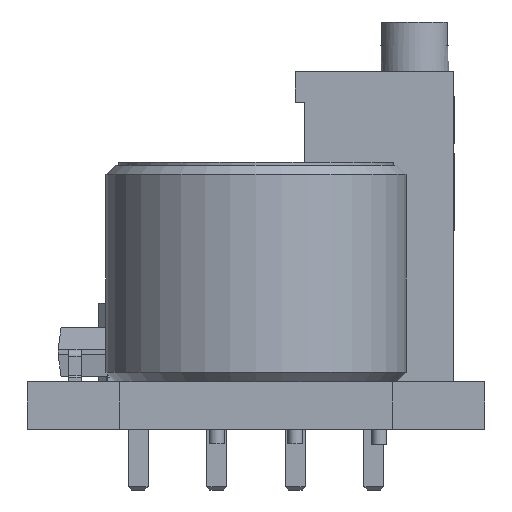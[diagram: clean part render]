
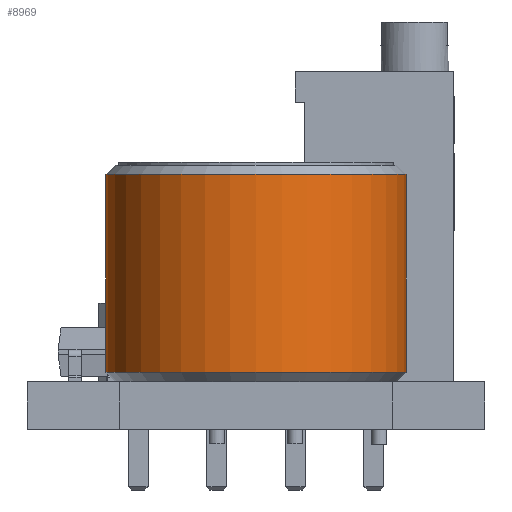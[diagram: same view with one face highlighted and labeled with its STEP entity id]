
A CAD part, left-side view. The second image highlights one B-rep face of the part: STEP entity #8969.
In plain terms, the highlighted cylindrical face has radius 4.85 mm (diameter 9.7 mm), a full revolution.
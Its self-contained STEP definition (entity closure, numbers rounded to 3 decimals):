
#127=CYLINDRICAL_SURFACE('',#9456,4.85);
#196=CIRCLE('',#9457,4.85);
#197=CIRCLE('',#9458,4.85);
#882=ORIENTED_EDGE('',*,*,#2693,.T.);
#883=ORIENTED_EDGE('',*,*,#2694,.T.);
#2693=EDGE_CURVE('',#3648,#3648,#196,.T.);
#2694=EDGE_CURVE('',#3649,#3649,#197,.F.);
#3648=VERTEX_POINT('',#13004);
#3649=VERTEX_POINT('',#13006);
#5984=EDGE_LOOP('',(#882));
#5985=EDGE_LOOP('',(#883));
#6511=FACE_BOUND('',#5984,.T.);
#6512=FACE_BOUND('',#5985,.T.);
#8969=ADVANCED_FACE('',(#6511,#6512),#127,.T.);
#9456=AXIS2_PLACEMENT_3D('',#13002,#10298,#10299);
#9457=AXIS2_PLACEMENT_3D('',#13003,#10300,#10301);
#9458=AXIS2_PLACEMENT_3D('',#13005,#10302,#10303);
#10298=DIRECTION('',(0.,0.,-1.));
#10299=DIRECTION('',(-1.,0.,0.));
#10300=DIRECTION('',(0.,0.,-1.));
#10301=DIRECTION('',(-1.,0.,0.));
#10302=DIRECTION('',(0.,0.,-1.));
#10303=DIRECTION('',(-1.,0.,0.));
#13002=CARTESIAN_POINT('',(0.,0.,7.));
#13003=CARTESIAN_POINT('',(0.,0.,6.7));
#13004=CARTESIAN_POINT('',(-4.85,0.,6.7));
#13005=CARTESIAN_POINT('',(0.,0.,0.3));
#13006=CARTESIAN_POINT('',(-4.85,0.,0.3));
